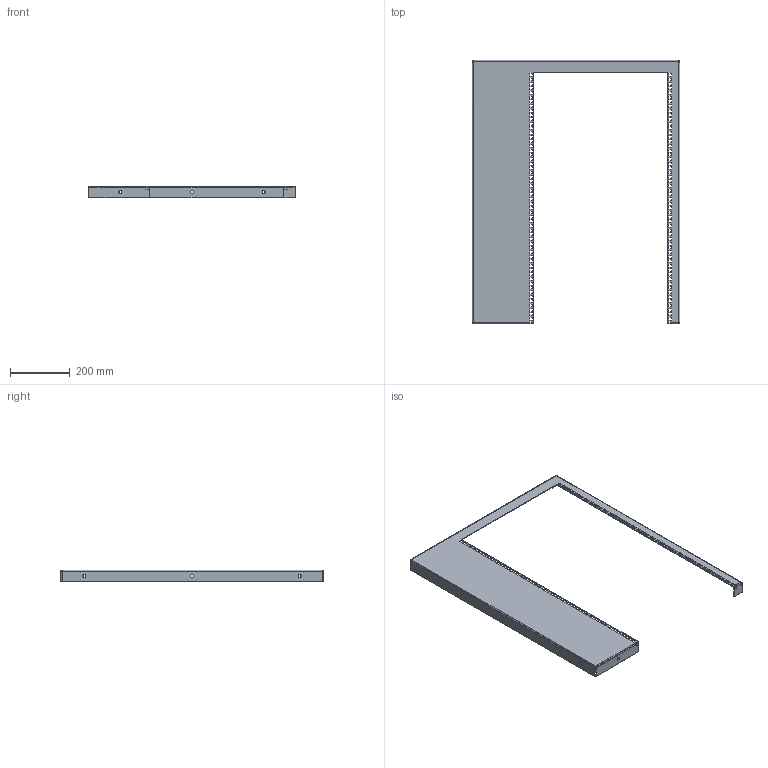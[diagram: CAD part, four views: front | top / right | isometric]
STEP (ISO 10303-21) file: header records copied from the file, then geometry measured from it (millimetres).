
FILE_DESCRIPTION (( 'STEP AP214' ), '1' );
FILE_NAME ('19INCH_rack_shield_LOOP2.STEP', '2024-10-09T10:45:58', ( '' ), ( '' ), 'SwSTEP 2.0', 'SolidWorks 2024', '' );
FILE_SCHEMA (( 'AUTOMOTIVE_DESIGN' ));
Length unit declared in the file: millimetre
Products named in the file (1): 19INCH_rack_shield_LOOP2
Bounding box: 695 x 880 x 40 mm (x, y, z)
Volume: 647279.1 mm3; surface area: 667271.8 mm2
Topology: 1 solids, 1 shells, 556 faces, 1602 edges, 1044 vertices
Faces by surface type: plane 512, cylinder 38, bspline 6
Entity records: 18705 total; most frequent: CARTESIAN_POINT 3617, ORIENTED_EDGE 3204, DIRECTION 2756, EDGE_CURVE 1602, LINE 1526, VECTOR 1526, VERTEX_POINT 1044, EDGE_LOOP 800
